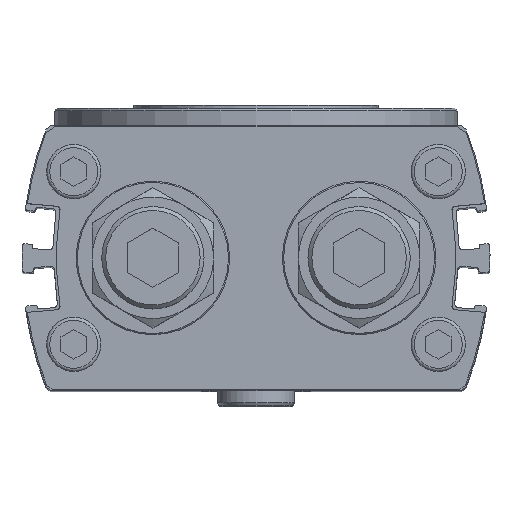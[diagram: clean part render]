
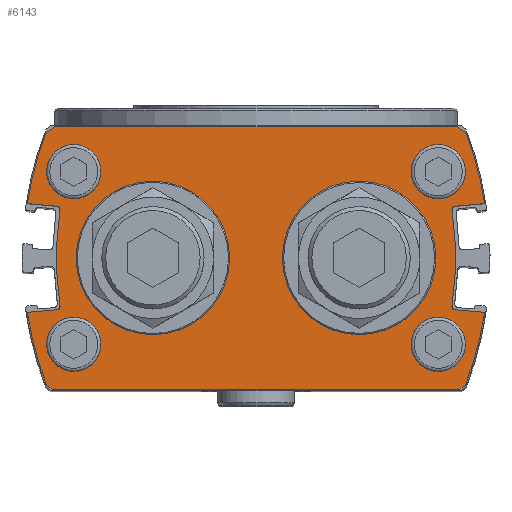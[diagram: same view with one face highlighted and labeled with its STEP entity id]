
A CAD part, top view. The second image highlights one B-rep face of the part: STEP entity #6143.
In plain terms, the highlighted planar face has unit normal (0, 0, 1).
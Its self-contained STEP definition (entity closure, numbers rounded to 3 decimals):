
#244=PLANE('',#6751);
#619=LINE('',#9882,#1083);
#624=LINE('',#9898,#1088);
#627=LINE('',#9906,#1091);
#629=LINE('',#9910,#1093);
#631=LINE('',#9914,#1095);
#634=LINE('',#9922,#1098);
#639=LINE('',#9938,#1103);
#642=LINE('',#9946,#1106);
#644=LINE('',#9950,#1108);
#645=LINE('',#9952,#1109);
#1083=VECTOR('',#7939,1000.);
#1088=VECTOR('',#7958,1000.);
#1091=VECTOR('',#7967,1000.);
#1093=VECTOR('',#7971,1000.);
#1095=VECTOR('',#7975,1000.);
#1098=VECTOR('',#7984,1000.);
#1103=VECTOR('',#8003,1000.);
#1106=VECTOR('',#8012,1000.);
#1108=VECTOR('',#8016,1000.);
#1109=VECTOR('',#8019,1000.);
#2052=ORIENTED_EDGE('',*,*,#3382,.F.);
#2053=ORIENTED_EDGE('',*,*,#3383,.F.);
#2054=ORIENTED_EDGE('',*,*,#3384,.F.);
#2055=ORIENTED_EDGE('',*,*,#3385,.F.);
#2056=ORIENTED_EDGE('',*,*,#3386,.F.);
#2057=ORIENTED_EDGE('',*,*,#3387,.F.);
#2058=ORIENTED_EDGE('',*,*,#3343,.T.);
#2059=ORIENTED_EDGE('',*,*,#3346,.T.);
#2060=ORIENTED_EDGE('',*,*,#3348,.F.);
#2061=ORIENTED_EDGE('',*,*,#3350,.T.);
#2062=ORIENTED_EDGE('',*,*,#3352,.F.);
#2063=ORIENTED_EDGE('',*,*,#3354,.T.);
#2064=ORIENTED_EDGE('',*,*,#3356,.T.);
#2065=ORIENTED_EDGE('',*,*,#3358,.T.);
#2066=ORIENTED_EDGE('',*,*,#3360,.T.);
#2067=ORIENTED_EDGE('',*,*,#3362,.T.);
#2068=ORIENTED_EDGE('',*,*,#3364,.T.);
#2069=ORIENTED_EDGE('',*,*,#3366,.T.);
#2070=ORIENTED_EDGE('',*,*,#3368,.F.);
#2071=ORIENTED_EDGE('',*,*,#3370,.T.);
#2072=ORIENTED_EDGE('',*,*,#3372,.F.);
#2073=ORIENTED_EDGE('',*,*,#3374,.T.);
#2074=ORIENTED_EDGE('',*,*,#3376,.T.);
#2075=ORIENTED_EDGE('',*,*,#3378,.T.);
#2076=ORIENTED_EDGE('',*,*,#3380,.T.);
#2077=ORIENTED_EDGE('',*,*,#3381,.T.);
#3343=EDGE_CURVE('',#4074,#4073,#4544,.T.);
#3346=EDGE_CURVE('',#4073,#4075,#619,.T.);
#3348=EDGE_CURVE('',#4076,#4075,#4545,.T.);
#3350=EDGE_CURVE('',#4076,#4077,#4546,.T.);
#3352=EDGE_CURVE('',#4078,#4077,#4547,.T.);
#3354=EDGE_CURVE('',#4078,#4079,#624,.T.);
#3356=EDGE_CURVE('',#4079,#4080,#4548,.T.);
#3358=EDGE_CURVE('',#4080,#4081,#627,.T.);
#3360=EDGE_CURVE('',#4081,#4082,#629,.T.);
#3362=EDGE_CURVE('',#4082,#4083,#631,.T.);
#3364=EDGE_CURVE('',#4083,#4084,#4549,.T.);
#3366=EDGE_CURVE('',#4084,#4085,#634,.T.);
#3368=EDGE_CURVE('',#4086,#4085,#4550,.T.);
#3370=EDGE_CURVE('',#4086,#4087,#4551,.T.);
#3372=EDGE_CURVE('',#4088,#4087,#4552,.T.);
#3374=EDGE_CURVE('',#4088,#4089,#639,.T.);
#3376=EDGE_CURVE('',#4089,#4090,#4553,.T.);
#3378=EDGE_CURVE('',#4090,#4091,#642,.T.);
#3380=EDGE_CURVE('',#4091,#4092,#644,.T.);
#3381=EDGE_CURVE('',#4092,#4074,#645,.T.);
#3382=EDGE_CURVE('',#4093,#4093,#4554,.T.);
#3383=EDGE_CURVE('',#4094,#4094,#4555,.T.);
#3384=EDGE_CURVE('',#4095,#4095,#4556,.T.);
#3385=EDGE_CURVE('',#4096,#4096,#4557,.T.);
#3386=EDGE_CURVE('',#4097,#4097,#4558,.T.);
#3387=EDGE_CURVE('',#4098,#4098,#4559,.T.);
#4073=VERTEX_POINT('',#9875);
#4074=VERTEX_POINT('',#9877);
#4075=VERTEX_POINT('',#9881);
#4076=VERTEX_POINT('',#9885);
#4077=VERTEX_POINT('',#9889);
#4078=VERTEX_POINT('',#9893);
#4079=VERTEX_POINT('',#9897);
#4080=VERTEX_POINT('',#9901);
#4081=VERTEX_POINT('',#9905);
#4082=VERTEX_POINT('',#9909);
#4083=VERTEX_POINT('',#9913);
#4084=VERTEX_POINT('',#9917);
#4085=VERTEX_POINT('',#9921);
#4086=VERTEX_POINT('',#9925);
#4087=VERTEX_POINT('',#9929);
#4088=VERTEX_POINT('',#9933);
#4089=VERTEX_POINT('',#9937);
#4090=VERTEX_POINT('',#9941);
#4091=VERTEX_POINT('',#9945);
#4092=VERTEX_POINT('',#9949);
#4093=VERTEX_POINT('',#9955);
#4094=VERTEX_POINT('',#9957);
#4095=VERTEX_POINT('',#9959);
#4096=VERTEX_POINT('',#9961);
#4097=VERTEX_POINT('',#9963);
#4098=VERTEX_POINT('',#9965);
#4544=CIRCLE('',#6722,56.);
#4545=CIRCLE('',#6725,0.6);
#4546=CIRCLE('',#6727,50.8);
#4547=CIRCLE('',#6729,0.6);
#4548=CIRCLE('',#6732,56.);
#4549=CIRCLE('',#6737,56.);
#4550=CIRCLE('',#6740,0.6);
#4551=CIRCLE('',#6742,50.8);
#4552=CIRCLE('',#6744,0.6);
#4553=CIRCLE('',#6747,56.);
#4554=CIRCLE('',#6752,11.85);
#4555=CIRCLE('',#6753,11.85);
#4556=CIRCLE('',#6754,4.25);
#4557=CIRCLE('',#6755,4.25);
#4558=CIRCLE('',#6756,4.25);
#4559=CIRCLE('',#6757,4.25);
#4861=EDGE_LOOP('',(#2052));
#4862=EDGE_LOOP('',(#2053));
#4863=EDGE_LOOP('',(#2054));
#4864=EDGE_LOOP('',(#2055));
#4865=EDGE_LOOP('',(#2056));
#4866=EDGE_LOOP('',(#2057));
#4867=EDGE_LOOP('',(#2058,#2059,#2060,#2061,#2062,#2063,#2064,#2065,#2066,
#2067,#2068,#2069,#2070,#2071,#2072,#2073,#2074,#2075,#2076,#2077));
#5453=FACE_BOUND('',#4861,.T.);
#5454=FACE_BOUND('',#4862,.T.);
#5455=FACE_BOUND('',#4863,.T.);
#5456=FACE_BOUND('',#4864,.T.);
#5457=FACE_BOUND('',#4865,.T.);
#5458=FACE_BOUND('',#4866,.T.);
#5459=FACE_BOUND('',#4867,.T.);
#6143=ADVANCED_FACE('',(#5453,#5454,#5455,#5456,#5457,#5458,#5459),#244,
 .T.);
#6722=AXIS2_PLACEMENT_3D('',#9876,#7933,#7934);
#6725=AXIS2_PLACEMENT_3D('',#9886,#7943,#7944);
#6727=AXIS2_PLACEMENT_3D('',#9890,#7948,#7949);
#6729=AXIS2_PLACEMENT_3D('',#9894,#7953,#7954);
#6732=AXIS2_PLACEMENT_3D('',#9902,#7962,#7963);
#6737=AXIS2_PLACEMENT_3D('',#9918,#7979,#7980);
#6740=AXIS2_PLACEMENT_3D('',#9926,#7988,#7989);
#6742=AXIS2_PLACEMENT_3D('',#9930,#7993,#7994);
#6744=AXIS2_PLACEMENT_3D('',#9934,#7998,#7999);
#6747=AXIS2_PLACEMENT_3D('',#9942,#8007,#8008);
#6751=AXIS2_PLACEMENT_3D('',#9953,#8020,#8021);
#6752=AXIS2_PLACEMENT_3D('',#9954,#8022,#8023);
#6753=AXIS2_PLACEMENT_3D('',#9956,#8024,#8025);
#6754=AXIS2_PLACEMENT_3D('',#9958,#8026,#8027);
#6755=AXIS2_PLACEMENT_3D('',#9960,#8028,#8029);
#6756=AXIS2_PLACEMENT_3D('',#9962,#8030,#8031);
#6757=AXIS2_PLACEMENT_3D('',#9964,#8032,#8033);
#7933=DIRECTION('',(0.,0.,1.));
#7934=DIRECTION('',(1.,0.,0.));
#7939=DIRECTION('',(0.996,-0.087,0.));
#7943=DIRECTION('',(0.,0.,1.));
#7944=DIRECTION('',(1.,0.,0.));
#7948=DIRECTION('',(0.,0.,1.));
#7949=DIRECTION('',(1.,0.,0.));
#7953=DIRECTION('',(0.,0.,1.));
#7954=DIRECTION('',(1.,0.,0.));
#7958=DIRECTION('',(-0.996,-0.087,0.));
#7962=DIRECTION('',(0.,0.,1.));
#7963=DIRECTION('',(1.,0.,0.));
#7967=DIRECTION('',(0.819,-0.574,0.));
#7971=DIRECTION('',(1.,0.,0.));
#7975=DIRECTION('',(0.819,0.574,0.));
#7979=DIRECTION('',(0.,0.,1.));
#7980=DIRECTION('',(1.,0.,0.));
#7984=DIRECTION('',(-0.996,0.087,0.));
#7988=DIRECTION('',(0.,0.,1.));
#7989=DIRECTION('',(1.,0.,0.));
#7993=DIRECTION('',(0.,0.,1.));
#7994=DIRECTION('',(1.,0.,0.));
#7998=DIRECTION('',(0.,0.,1.));
#7999=DIRECTION('',(1.,0.,0.));
#8003=DIRECTION('',(0.996,0.087,0.));
#8007=DIRECTION('',(0.,0.,1.));
#8008=DIRECTION('',(1.,0.,0.));
#8012=DIRECTION('',(-0.819,0.574,0.));
#8016=DIRECTION('',(-1.,0.,0.));
#8019=DIRECTION('',(-0.819,-0.574,0.));
#8020=DIRECTION('',(0.,0.,1.));
#8021=DIRECTION('',(1.,0.,0.));
#8022=DIRECTION('',(0.,0.,1.));
#8023=DIRECTION('',(1.,0.,0.));
#8024=DIRECTION('',(0.,0.,1.));
#8025=DIRECTION('',(1.,0.,0.));
#8026=DIRECTION('',(0.,0.,1.));
#8027=DIRECTION('',(1.,0.,0.));
#8028=DIRECTION('',(0.,0.,1.));
#8029=DIRECTION('',(1.,0.,0.));
#8030=DIRECTION('',(0.,0.,1.));
#8031=DIRECTION('',(1.,0.,0.));
#8032=DIRECTION('',(0.,0.,1.));
#8033=DIRECTION('',(1.,0.,0.));
#9875=CARTESIAN_POINT('',(-35.751,29.2,66.));
#9876=CARTESIAN_POINT('',(19.6,20.7,66.));
#9877=CARTESIAN_POINT('',(-32.895,40.2,66.));
#9881=CARTESIAN_POINT('',(-31.197,28.802,66.));
#9882=CARTESIAN_POINT('',(-35.751,29.2,66.));
#9885=CARTESIAN_POINT('',(-30.656,28.116,66.));
#9886=CARTESIAN_POINT('',(-31.249,28.204,66.));
#9889=CARTESIAN_POINT('',(-30.656,13.284,66.));
#9890=CARTESIAN_POINT('',(19.6,20.7,66.));
#9893=CARTESIAN_POINT('',(-31.197,12.598,66.));
#9894=CARTESIAN_POINT('',(-31.249,13.196,66.));
#9897=CARTESIAN_POINT('',(-35.751,12.2,66.));
#9898=CARTESIAN_POINT('',(-31.197,12.598,66.));
#9901=CARTESIAN_POINT('',(-32.745,0.8,66.));
#9902=CARTESIAN_POINT('',(19.6,20.7,66.));
#9905=CARTESIAN_POINT('',(-31.888,0.2,66.));
#9906=CARTESIAN_POINT('',(-32.745,0.8,66.));
#9909=CARTESIAN_POINT('',(31.888,0.2,66.));
#9910=CARTESIAN_POINT('',(-31.888,0.2,66.));
#9913=CARTESIAN_POINT('',(32.745,0.8,66.));
#9914=CARTESIAN_POINT('',(31.888,0.2,66.));
#9917=CARTESIAN_POINT('',(35.751,12.2,66.));
#9918=CARTESIAN_POINT('',(-19.6,20.7,66.));
#9921=CARTESIAN_POINT('',(31.197,12.598,66.));
#9922=CARTESIAN_POINT('',(35.751,12.2,66.));
#9925=CARTESIAN_POINT('',(30.656,13.284,66.));
#9926=CARTESIAN_POINT('',(31.249,13.196,66.));
#9929=CARTESIAN_POINT('',(30.656,28.116,66.));
#9930=CARTESIAN_POINT('',(-19.6,20.7,66.));
#9933=CARTESIAN_POINT('',(31.197,28.802,66.));
#9934=CARTESIAN_POINT('',(31.249,28.204,66.));
#9937=CARTESIAN_POINT('',(35.751,29.2,66.));
#9938=CARTESIAN_POINT('',(31.197,28.802,66.));
#9941=CARTESIAN_POINT('',(32.895,40.2,66.));
#9942=CARTESIAN_POINT('',(-19.6,20.7,66.));
#9945=CARTESIAN_POINT('',(31.467,41.2,66.));
#9946=CARTESIAN_POINT('',(32.895,40.2,66.));
#9949=CARTESIAN_POINT('',(-31.467,41.2,66.));
#9950=CARTESIAN_POINT('',(31.467,41.2,66.));
#9952=CARTESIAN_POINT('',(-31.467,41.2,66.));
#9953=CARTESIAN_POINT('',(19.6,20.7,66.));
#9954=CARTESIAN_POINT('',(-16.125,20.7,66.));
#9955=CARTESIAN_POINT('',(-4.275,20.7,66.));
#9956=CARTESIAN_POINT('',(16.125,20.7,66.));
#9957=CARTESIAN_POINT('',(27.975,20.7,66.));
#9958=CARTESIAN_POINT('',(-28.5,34.2,66.));
#9959=CARTESIAN_POINT('',(-24.25,34.2,66.));
#9960=CARTESIAN_POINT('',(28.5,34.2,66.));
#9961=CARTESIAN_POINT('',(32.75,34.2,66.));
#9962=CARTESIAN_POINT('',(-28.5,7.2,66.));
#9963=CARTESIAN_POINT('',(-24.25,7.2,66.));
#9964=CARTESIAN_POINT('',(28.5,7.2,66.));
#9965=CARTESIAN_POINT('',(32.75,7.2,66.));
